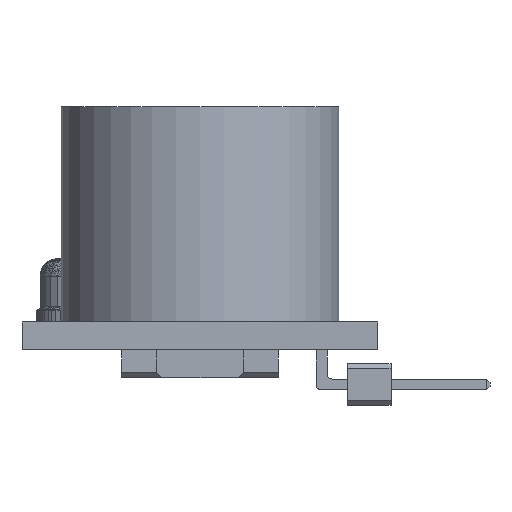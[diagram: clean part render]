
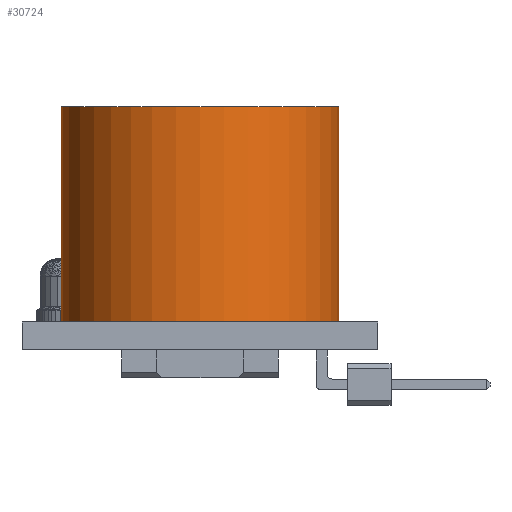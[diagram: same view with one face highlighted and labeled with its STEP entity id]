
A CAD part, left-side view. The second image highlights one B-rep face of the part: STEP entity #30724.
In plain terms, the highlighted cylindrical face has radius 8 mm (diameter 16 mm), a full revolution.
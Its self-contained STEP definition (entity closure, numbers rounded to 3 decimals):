
#14398 = PLANE('',#14399);
#14399 = AXIS2_PLACEMENT_3D('',#14400,#14401,#14402);
#14400 = CARTESIAN_POINT('',(-22.7,10.25,1.6));
#14401 = DIRECTION('',(0.,0.,1.));
#14402 = DIRECTION('',(1.,0.,0.));
#24408 = EDGE_CURVE('',#24409,#24409,#24411,.T.);
#24409 = VERTEX_POINT('',#24410);
#24410 = CARTESIAN_POINT('',(-5.,0.,1.6));
#24411 = SURFACE_CURVE('',#24412,(#24417,#24424),.PCURVE_S1.);
#24412 = CIRCLE('',#24413,8.);
#24413 = AXIS2_PLACEMENT_3D('',#24414,#24415,#24416);
#24414 = CARTESIAN_POINT('',(-13.,0.,1.6));
#24415 = DIRECTION('',(0.,0.,1.));
#24416 = DIRECTION('',(1.,0.,0.));
#24417 = PCURVE('',#14398,#24418);
#24418 = DEFINITIONAL_REPRESENTATION('',(#24419),#24423);
#24419 = CIRCLE('',#24420,8.);
#24420 = AXIS2_PLACEMENT_2D('',#24421,#24422);
#24421 = CARTESIAN_POINT('',(9.7,-10.25));
#24422 = DIRECTION('',(1.,0.));
#24423 = ( GEOMETRIC_REPRESENTATION_CONTEXT(2) 
PARAMETRIC_REPRESENTATION_CONTEXT() REPRESENTATION_CONTEXT('2D SPACE',''
  ) );
#24424 = PCURVE('',#24425,#24430);
#24425 = CYLINDRICAL_SURFACE('',#24426,8.);
#24426 = AXIS2_PLACEMENT_3D('',#24427,#24428,#24429);
#24427 = CARTESIAN_POINT('',(-13.,0.,1.6));
#24428 = DIRECTION('',(-0.,-0.,-1.));
#24429 = DIRECTION('',(1.,0.,0.));
#24430 = DEFINITIONAL_REPRESENTATION('',(#24431),#24435);
#24431 = LINE('',#24432,#24433);
#24432 = CARTESIAN_POINT('',(-0.,0.));
#24433 = VECTOR('',#24434,1.);
#24434 = DIRECTION('',(-1.,0.));
#24435 = ( GEOMETRIC_REPRESENTATION_CONTEXT(2) 
PARAMETRIC_REPRESENTATION_CONTEXT() REPRESENTATION_CONTEXT('2D SPACE',''
  ) );
#30724 = ADVANCED_FACE('',(#30725),#24425,.T.);
#30725 = FACE_BOUND('',#30726,.F.);
#30726 = EDGE_LOOP('',(#30727,#30728,#30751,#30782));
#30727 = ORIENTED_EDGE('',*,*,#24408,.F.);
#30728 = ORIENTED_EDGE('',*,*,#30729,.T.);
#30729 = EDGE_CURVE('',#24409,#30730,#30732,.T.);
#30730 = VERTEX_POINT('',#30731);
#30731 = CARTESIAN_POINT('',(-5.,0.,14.));
#30732 = SEAM_CURVE('',#30733,(#30737,#30744),.PCURVE_S1.);
#30733 = LINE('',#30734,#30735);
#30734 = CARTESIAN_POINT('',(-5.,0.,1.6));
#30735 = VECTOR('',#30736,1.);
#30736 = DIRECTION('',(0.,0.,1.));
#30737 = PCURVE('',#24425,#30738);
#30738 = DEFINITIONAL_REPRESENTATION('',(#30739),#30743);
#30739 = LINE('',#30740,#30741);
#30740 = CARTESIAN_POINT('',(-6.283,0.));
#30741 = VECTOR('',#30742,1.);
#30742 = DIRECTION('',(-0.,-1.));
#30743 = ( GEOMETRIC_REPRESENTATION_CONTEXT(2) 
PARAMETRIC_REPRESENTATION_CONTEXT() REPRESENTATION_CONTEXT('2D SPACE',''
  ) );
#30744 = PCURVE('',#24425,#30745);
#30745 = DEFINITIONAL_REPRESENTATION('',(#30746),#30750);
#30746 = LINE('',#30747,#30748);
#30747 = CARTESIAN_POINT('',(-0.,0.));
#30748 = VECTOR('',#30749,1.);
#30749 = DIRECTION('',(-0.,-1.));
#30750 = ( GEOMETRIC_REPRESENTATION_CONTEXT(2) 
PARAMETRIC_REPRESENTATION_CONTEXT() REPRESENTATION_CONTEXT('2D SPACE',''
  ) );
#30751 = ORIENTED_EDGE('',*,*,#30752,.T.);
#30752 = EDGE_CURVE('',#30730,#30730,#30753,.T.);
#30753 = SURFACE_CURVE('',#30754,(#30759,#30766),.PCURVE_S1.);
#30754 = CIRCLE('',#30755,8.);
#30755 = AXIS2_PLACEMENT_3D('',#30756,#30757,#30758);
#30756 = CARTESIAN_POINT('',(-13.,0.,14.));
#30757 = DIRECTION('',(0.,0.,1.));
#30758 = DIRECTION('',(1.,0.,0.));
#30759 = PCURVE('',#24425,#30760);
#30760 = DEFINITIONAL_REPRESENTATION('',(#30761),#30765);
#30761 = LINE('',#30762,#30763);
#30762 = CARTESIAN_POINT('',(-0.,-12.4));
#30763 = VECTOR('',#30764,1.);
#30764 = DIRECTION('',(-1.,0.));
#30765 = ( GEOMETRIC_REPRESENTATION_CONTEXT(2) 
PARAMETRIC_REPRESENTATION_CONTEXT() REPRESENTATION_CONTEXT('2D SPACE',''
  ) );
#30766 = PCURVE('',#30767,#30772);
#30767 = PLANE('',#30768);
#30768 = AXIS2_PLACEMENT_3D('',#30769,#30770,#30771);
#30769 = CARTESIAN_POINT('',(-5.,0.,14.));
#30770 = DIRECTION('',(0.,0.,-1.));
#30771 = DIRECTION('',(-1.,0.,0.));
#30772 = DEFINITIONAL_REPRESENTATION('',(#30773),#30781);
#30773 = ( BOUNDED_CURVE() B_SPLINE_CURVE(2,(#30774,#30775,#30776,#30777
    ,#30778,#30779,#30780),.UNSPECIFIED.,.F.,.F.) 
B_SPLINE_CURVE_WITH_KNOTS((1,2,2,2,2,1),(-2.094,0.,
    2.094,4.189,6.283,8.378),
.UNSPECIFIED.) CURVE() GEOMETRIC_REPRESENTATION_ITEM() 
RATIONAL_B_SPLINE_CURVE((1.,0.5,1.,0.5,1.,0.5,1.)) REPRESENTATION_ITEM(
  '') );
#30774 = CARTESIAN_POINT('',(0.,0.));
#30775 = CARTESIAN_POINT('',(0.,13.856));
#30776 = CARTESIAN_POINT('',(12.,6.928));
#30777 = CARTESIAN_POINT('',(24.,0.));
#30778 = CARTESIAN_POINT('',(12.,-6.928));
#30779 = CARTESIAN_POINT('',(0.,-13.856));
#30780 = CARTESIAN_POINT('',(0.,0.));
#30781 = ( GEOMETRIC_REPRESENTATION_CONTEXT(2) 
PARAMETRIC_REPRESENTATION_CONTEXT() REPRESENTATION_CONTEXT('2D SPACE',''
  ) );
#30782 = ORIENTED_EDGE('',*,*,#30729,.F.);
